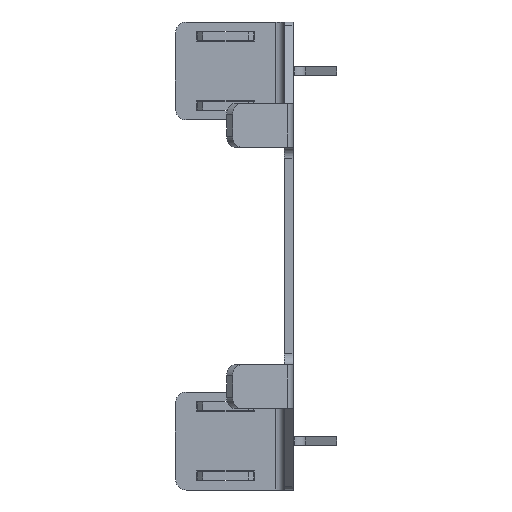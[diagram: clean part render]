
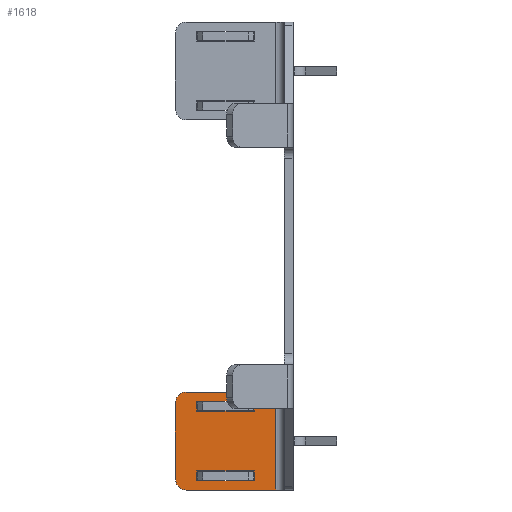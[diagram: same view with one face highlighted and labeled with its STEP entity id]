
A CAD part, left-side view. The second image highlights one B-rep face of the part: STEP entity #1618.
In plain terms, the highlighted planar face has unit normal (-1, 0, 0).
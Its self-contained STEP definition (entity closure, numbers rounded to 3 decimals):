
#25 = ORIENTED_EDGE ( 'NONE', *, *, #6494, .F. ) ;
#141 = ORIENTED_EDGE ( 'NONE', *, *, #1139, .T. ) ;
#204 = VECTOR ( 'NONE', #2739, 1000. ) ;
#235 = CARTESIAN_POINT ( 'NONE',  ( 0., 90., -125. ) ) ;
#280 = VECTOR ( 'NONE', #1990, 1000. ) ;
#326 = ORIENTED_EDGE ( 'NONE', *, *, #4603, .T. ) ;
#469 = CARTESIAN_POINT ( 'NONE',  ( 0., 27.545, -133.5 ) ) ;
#526 = PLANE ( 'NONE',  #4279 ) ;
#542 = EDGE_LOOP ( 'NONE', ( #4339, #774, #4599, #25, #5358, #2860 ) ) ;
#574 = CARTESIAN_POINT ( 'NONE',  ( 0., 27.545, -197.5 ) ) ;
#713 = LINE ( 'NONE', #837, #4327 ) ;
#725 = LINE ( 'NONE', #2242, #5660 ) ;
#729 = DIRECTION ( 'NONE',  ( 0., -1., 0. ) ) ;
#774 = ORIENTED_EDGE ( 'NONE', *, *, #3733, .T. ) ;
#837 = CARTESIAN_POINT ( 'NONE',  ( 0., 80.5, -133.5 ) ) ;
#965 = CARTESIAN_POINT ( 'NONE',  ( 0., 100., 215. ) ) ;
#1027 = VERTEX_POINT ( 'NONE', #3714 ) ;
#1139 = EDGE_CURVE ( 'NONE', #4310, #5710, #3440, .T. ) ;
#1230 = CARTESIAN_POINT ( 'NONE',  ( 0., 27.545, -197.5 ) ) ;
#1237 = DIRECTION ( 'NONE',  ( 0., 1., 0. ) ) ;
#1242 = DIRECTION ( 'NONE',  ( 0., 0., 1. ) ) ;
#1247 = VECTOR ( 'NONE', #3416, 1000. ) ;
#1268 = VECTOR ( 'NONE', #2259, 1000. ) ;
#1380 = VERTEX_POINT ( 'NONE', #5218 ) ;
#1397 = DIRECTION ( 'NONE',  ( 0., 1., 0. ) ) ;
#1420 = CARTESIAN_POINT ( 'NONE',  ( 0., 80.5, -206.5 ) ) ;
#1618 = ADVANCED_FACE ( 'NONE', ( #4023, #6039, #5542 ), #526, .T. ) ;
#1735 = EDGE_CURVE ( 'NONE', #1380, #4281, #725, .T. ) ;
#1776 = CARTESIAN_POINT ( 'NONE',  ( 0., 0., -125. ) ) ;
#1879 = ORIENTED_EDGE ( 'NONE', *, *, #4484, .T. ) ;
#1895 = LINE ( 'NONE', #1968, #5473 ) ;
#1968 = CARTESIAN_POINT ( 'NONE',  ( 0., 27.545, -206.5 ) ) ;
#1990 = DIRECTION ( 'NONE',  ( 0., 0., -1. ) ) ;
#1991 = VECTOR ( 'NONE', #729, 1000. ) ;
#2006 = VERTEX_POINT ( 'NONE', #5727 ) ;
#2132 = CARTESIAN_POINT ( 'NONE',  ( 0., 100., -205. ) ) ;
#2160 = ORIENTED_EDGE ( 'NONE', *, *, #4666, .F. ) ;
#2242 = CARTESIAN_POINT ( 'NONE',  ( 0., 27.545, -142.5 ) ) ;
#2259 = DIRECTION ( 'NONE',  ( 0., 0., -1. ) ) ;
#2422 = AXIS2_PLACEMENT_3D ( 'NONE', #5359, #4805, #4307 ) ;
#2481 = DIRECTION ( 'NONE',  ( 0., 1., 0. ) ) ;
#2534 = CARTESIAN_POINT ( 'NONE',  ( 0., 27.545, -206.5 ) ) ;
#2538 = CARTESIAN_POINT ( 'NONE',  ( 0., 0., 215. ) ) ;
#2626 = CARTESIAN_POINT ( 'NONE',  ( 0., 80.5, -197.5 ) ) ;
#2644 = LINE ( 'NONE', #6184, #1991 ) ;
#2668 = EDGE_CURVE ( 'NONE', #2673, #2006, #4814, .T. ) ;
#2673 = VERTEX_POINT ( 'NONE', #235 ) ;
#2739 = DIRECTION ( 'NONE',  ( 0., -1., 0. ) ) ;
#2755 = CARTESIAN_POINT ( 'NONE',  ( 0., 8., -215. ) ) ;
#2770 = CARTESIAN_POINT ( 'NONE',  ( 0., 90., -205. ) ) ;
#2854 = VECTOR ( 'NONE', #5384, 1000. ) ;
#2860 = ORIENTED_EDGE ( 'NONE', *, *, #4092, .T. ) ;
#2942 = VERTEX_POINT ( 'NONE', #5203 ) ;
#2973 = DIRECTION ( 'NONE',  ( 0., -1., 0. ) ) ;
#2979 = CARTESIAN_POINT ( 'NONE',  ( 0., 80.5, -133.5 ) ) ;
#3069 = DIRECTION ( 'NONE',  ( 0., 0., 1. ) ) ;
#3344 = CARTESIAN_POINT ( 'NONE',  ( 0., 80.5, -197.5 ) ) ;
#3398 = VERTEX_POINT ( 'NONE', #5015 ) ;
#3416 = DIRECTION ( 'NONE',  ( 0., 0., -1. ) ) ;
#3440 = LINE ( 'NONE', #3344, #3660 ) ;
#3598 = EDGE_CURVE ( 'NONE', #1027, #1380, #2644, .T. ) ;
#3607 = VECTOR ( 'NONE', #2481, 1000. ) ;
#3660 = VECTOR ( 'NONE', #2973, 1000. ) ;
#3714 = CARTESIAN_POINT ( 'NONE',  ( 0., 80.5, -142.5 ) ) ;
#3733 = EDGE_CURVE ( 'NONE', #5427, #5287, #4005, .T. ) ;
#3774 = ORIENTED_EDGE ( 'NONE', *, *, #4464, .F. ) ;
#3790 = EDGE_CURVE ( 'NONE', #3808, #2942, #1895, .T. ) ;
#3808 = VERTEX_POINT ( 'NONE', #2534 ) ;
#3903 = LINE ( 'NONE', #965, #280 ) ;
#3910 = LINE ( 'NONE', #5329, #1247 ) ;
#4005 = CIRCLE ( 'NONE', #5363, 10. ) ;
#4023 = FACE_BOUND ( 'NONE', #4862, .T. ) ;
#4092 = EDGE_CURVE ( 'NONE', #2673, #3398, #4530, .T. ) ;
#4100 = ORIENTED_EDGE ( 'NONE', *, *, #3790, .T. ) ;
#4279 = AXIS2_PLACEMENT_3D ( 'NONE', #2538, #4544, #3069 ) ;
#4281 = VERTEX_POINT ( 'NONE', #4600 ) ;
#4307 = DIRECTION ( 'NONE',  ( 0., 0., 1. ) ) ;
#4310 = VERTEX_POINT ( 'NONE', #2626 ) ;
#4327 = VECTOR ( 'NONE', #6235, 1000. ) ;
#4339 = ORIENTED_EDGE ( 'NONE', *, *, #5670, .T. ) ;
#4458 = VERTEX_POINT ( 'NONE', #2755 ) ;
#4464 = EDGE_CURVE ( 'NONE', #4662, #1027, #713, .T. ) ;
#4484 = EDGE_CURVE ( 'NONE', #5710, #3808, #6329, .T. ) ;
#4530 = CIRCLE ( 'NONE', #2422, 10. ) ;
#4544 = DIRECTION ( 'NONE',  ( -1., 0., 0. ) ) ;
#4599 = ORIENTED_EDGE ( 'NONE', *, *, #6313, .F. ) ;
#4600 = CARTESIAN_POINT ( 'NONE',  ( 0., 27.545, -133.5 ) ) ;
#4603 = EDGE_CURVE ( 'NONE', #2942, #4310, #5883, .T. ) ;
#4662 = VERTEX_POINT ( 'NONE', #2979 ) ;
#4666 = EDGE_CURVE ( 'NONE', #4281, #4662, #4991, .T. ) ;
#4779 = DIRECTION ( 'NONE',  ( -1., 0., 0. ) ) ;
#4805 = DIRECTION ( 'NONE',  ( -1., 0., 0. ) ) ;
#4814 = LINE ( 'NONE', #1776, #204 ) ;
#4833 = EDGE_LOOP ( 'NONE', ( #141, #1879, #4100, #326 ) ) ;
#4862 = EDGE_LOOP ( 'NONE', ( #5348, #5856, #3774, #2160 ) ) ;
#4991 = LINE ( 'NONE', #469, #3607 ) ;
#5015 = CARTESIAN_POINT ( 'NONE',  ( 0., 100., -135. ) ) ;
#5070 = CARTESIAN_POINT ( 'NONE',  ( 0., 90., -215. ) ) ;
#5203 = CARTESIAN_POINT ( 'NONE',  ( 0., 80.5, -206.5 ) ) ;
#5218 = CARTESIAN_POINT ( 'NONE',  ( 0., 27.545, -142.5 ) ) ;
#5287 = VERTEX_POINT ( 'NONE', #5070 ) ;
#5329 = CARTESIAN_POINT ( 'NONE',  ( 0., 8., 215. ) ) ;
#5348 = ORIENTED_EDGE ( 'NONE', *, *, #1735, .F. ) ;
#5358 = ORIENTED_EDGE ( 'NONE', *, *, #2668, .F. ) ;
#5359 = CARTESIAN_POINT ( 'NONE',  ( 0., 90., -135. ) ) ;
#5363 = AXIS2_PLACEMENT_3D ( 'NONE', #2770, #4779, #6316 ) ;
#5384 = DIRECTION ( 'NONE',  ( 0., 0., 1. ) ) ;
#5413 = VECTOR ( 'NONE', #1237, 1000. ) ;
#5427 = VERTEX_POINT ( 'NONE', #2132 ) ;
#5473 = VECTOR ( 'NONE', #1397, 1000. ) ;
#5542 = FACE_BOUND ( 'NONE', #4833, .T. ) ;
#5660 = VECTOR ( 'NONE', #1242, 1000. ) ;
#5670 = EDGE_CURVE ( 'NONE', #3398, #5427, #3903, .T. ) ;
#5710 = VERTEX_POINT ( 'NONE', #574 ) ;
#5727 = CARTESIAN_POINT ( 'NONE',  ( 0., 8., -125. ) ) ;
#5766 = CARTESIAN_POINT ( 'NONE',  ( 0., 0., -215. ) ) ;
#5856 = ORIENTED_EDGE ( 'NONE', *, *, #3598, .F. ) ;
#5883 = LINE ( 'NONE', #1420, #2854 ) ;
#6039 = FACE_OUTER_BOUND ( 'NONE', #542, .T. ) ;
#6184 = CARTESIAN_POINT ( 'NONE',  ( 0., 80.5, -142.5 ) ) ;
#6235 = DIRECTION ( 'NONE',  ( 0., 0., -1. ) ) ;
#6279 = LINE ( 'NONE', #5766, #5413 ) ;
#6313 = EDGE_CURVE ( 'NONE', #4458, #5287, #6279, .T. ) ;
#6316 = DIRECTION ( 'NONE',  ( 0., 0., 1. ) ) ;
#6329 = LINE ( 'NONE', #1230, #1268 ) ;
#6494 = EDGE_CURVE ( 'NONE', #2006, #4458, #3910, .T. ) ;
